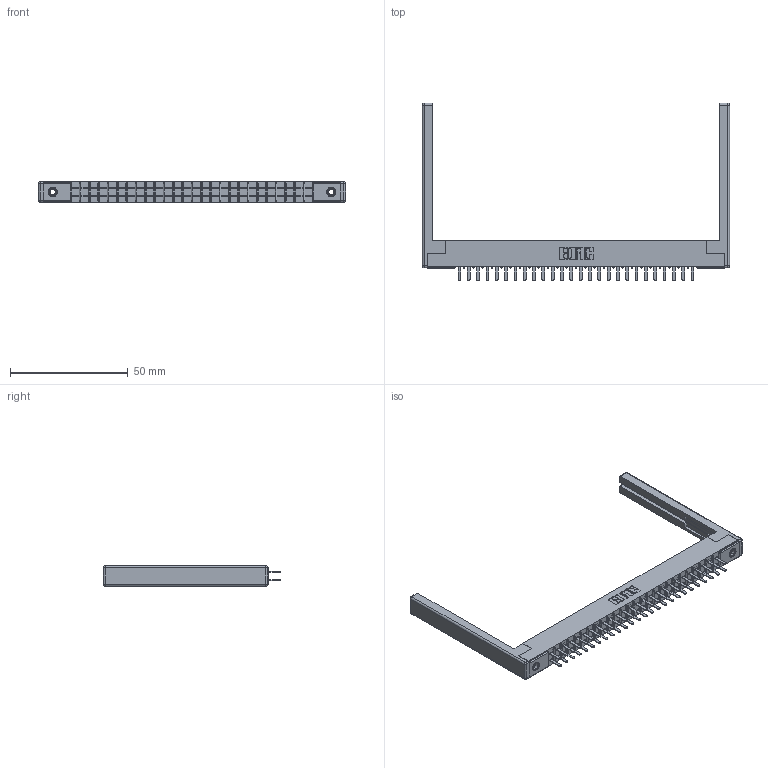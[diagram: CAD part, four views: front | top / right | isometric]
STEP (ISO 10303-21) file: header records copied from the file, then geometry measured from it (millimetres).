
FILE_DESCRIPTION (( 'STEP AP203' ), '1' );
FILE_NAME ('355-052-520-568.STEP', '2019-09-11T16:23:35', ( '' ), ( '' ), 'SwSTEP 2.0', 'SolidWorks 2016', '' );
FILE_SCHEMA (( 'CONFIG_CONTROL_DESIGN' ));
Length unit declared in the file: inch
Products named in the file (5): 345-250-001_345-250-001-102; 305 Part_.156 Dia; 307-220-068; 305-290-001_520; 355-052-520-568
Assembly tree (57 placements, depth 2):
  355-052-520-568
    305 Part_.156 Dia
    305-290-001_520  x52
    345-250-001_345-250-001-102  x2
    307-220-068  x2
Bounding box: 130.45 x 75.39 x 8.71 mm (x, y, z)
Volume: 12383 mm3; surface area: 19858.6 mm2
Topology: 57 solids, 57 shells, 2662 faces, 7544 edges, 4868 vertices
Faces by surface type: plane 1560, cylinder 974, sphere 112, cone 12, torus 4
Entity records: 32738 total; most frequent: CARTESIAN_POINT 5389, ORIENTED_EDGE 5338, DIRECTION 5245, EDGE_CURVE 2669, VECTOR 2133, LINE 2133, VERTEX_POINT 1700, AXIS2_PLACEMENT_3D 1556
